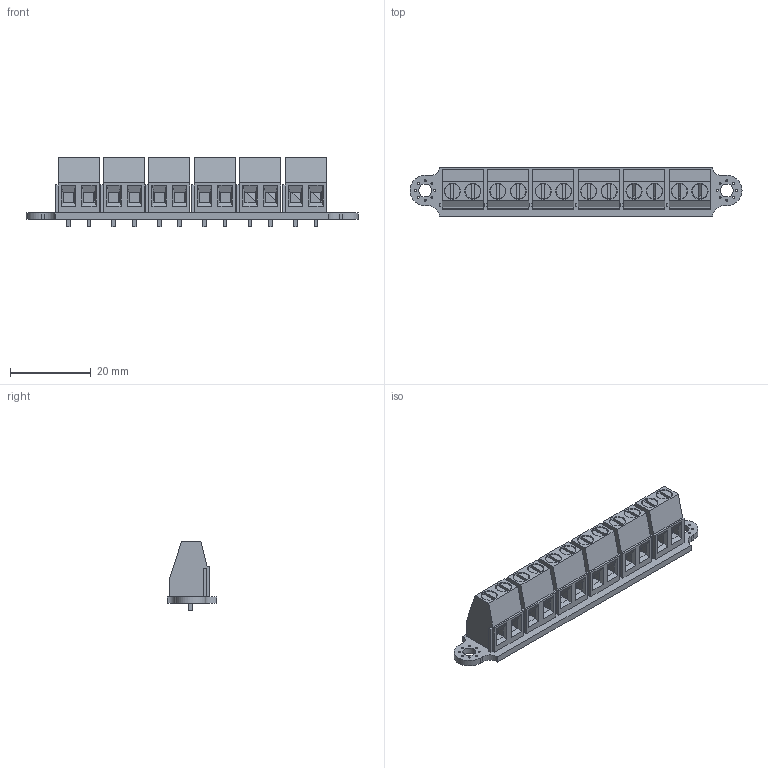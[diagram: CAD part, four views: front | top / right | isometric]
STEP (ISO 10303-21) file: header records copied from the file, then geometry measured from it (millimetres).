
FILE_DESCRIPTION(('FreeCAD Model'),'2;1');
FILE_NAME('RailBatt_2.step','2021-03-15T22:53:55',( 'Author'),(''),'Open CASCADE STEP processor 7.5','FreeCAD','Unknown' );
FILE_SCHEMA(('AUTOMOTIVE_DESIGN { 1 0 10303 214 1 1 1 1 }'));
Length unit declared in the file: millimetre
Products named in the file (1): RailBatt
Bounding box: 82.25 x 12.25 x 17.3 mm (x, y, z)
Volume: 6956.3 mm3; surface area: 10066 mm2
Topology: 7 solids, 7 shells, 598 faces, 1532 edges, 952 vertices
Faces by surface type: plane 490, cylinder 60, bspline 48
Full cylindrical faces by diameter (mm): 0.5 x16, 1.3 x12, 3.2 x2, 4 x8
Entity records: 36556 total; most frequent: CARTESIAN_POINT 6495, DIRECTION 5574, LINE 3612, VECTOR 3612, ORIENTED_EDGE 2952, PCURVE 2952, DEFINITIONAL_REPRESENTATION 2952, EDGE_CURVE 1476
